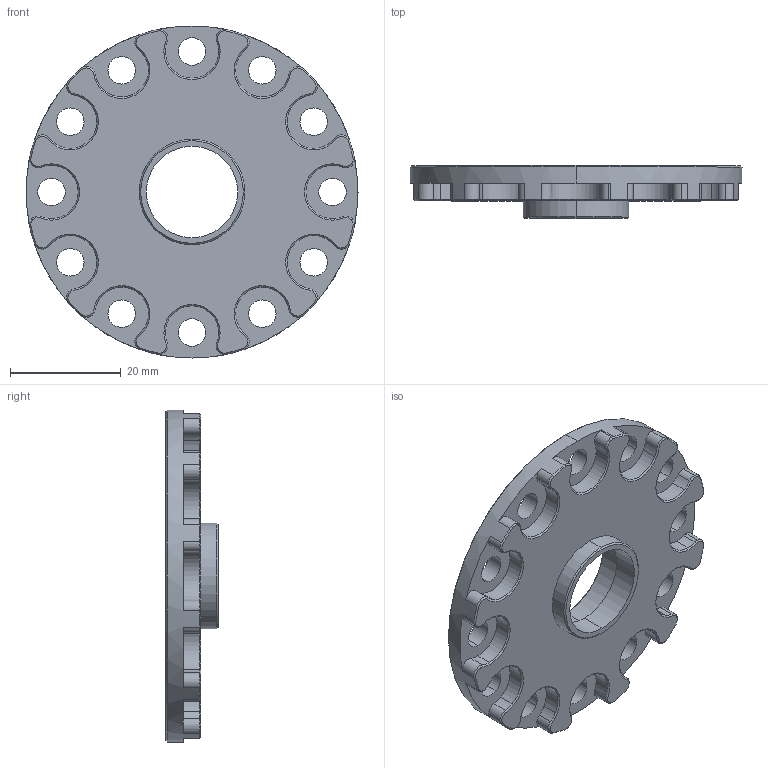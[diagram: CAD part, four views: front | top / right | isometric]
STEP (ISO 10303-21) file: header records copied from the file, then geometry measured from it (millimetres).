
FILE_DESCRIPTION (( 'STEP AP214' ), '1' );
FILE_NAME ('WCP-1465 Rev1.STEP', '2023-12-19T04:11:11', ( '' ), ( '' ), 'SwSTEP 2.0', 'SolidWorks 2022', '' );
FILE_SCHEMA (( 'AUTOMOTIVE_DESIGN' ));
Length unit declared in the file: inch
Products named in the file (1): WCP-1465 Rev1
Bounding box: 60 x 9.53 x 60 mm (x, y, z)
Volume: 8537.5 mm3; surface area: 9535.7 mm2
Topology: 1 solids, 1 shells, 433 faces, 1189 edges, 772 vertices
Faces by surface type: cylinder 298, cone 71, plane 64
Entity records: 14159 total; most frequent: DIRECTION 2757, CARTESIAN_POINT 2395, ORIENTED_EDGE 2378, EDGE_CURVE 1189, AXIS2_PLACEMENT_3D 1134, VERTEX_POINT 772, CIRCLE 700, VECTOR 489
